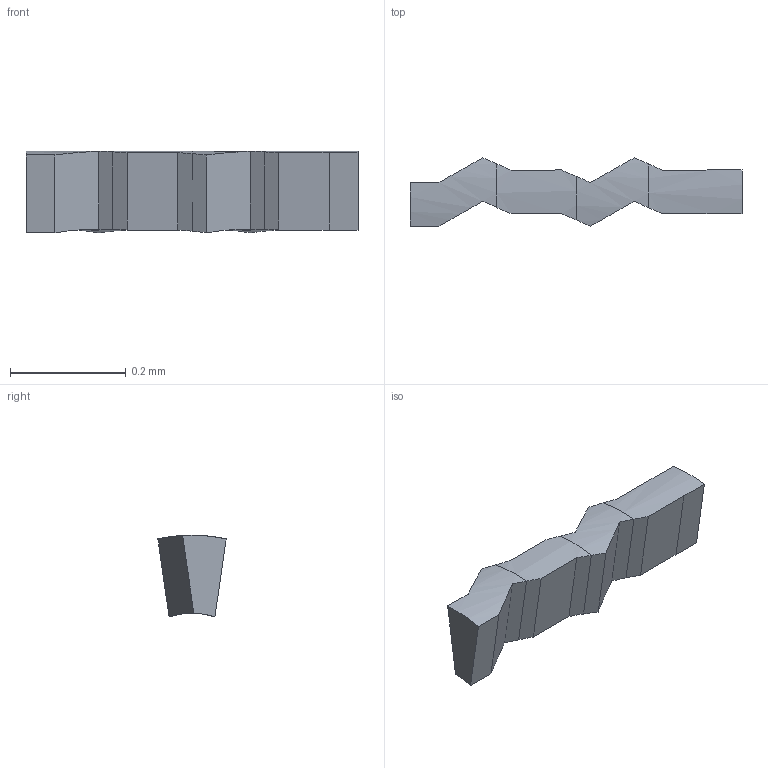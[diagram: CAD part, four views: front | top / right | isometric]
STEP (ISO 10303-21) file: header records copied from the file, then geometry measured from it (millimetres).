
FILE_DESCRIPTION(('STEP AP214'),'1');
FILE_NAME('7-.stp',' ',(' '),(' '),'XStep 1.0',' ',' ');
FILE_SCHEMA(('automotive_design'));
Length unit declared in the file: millimetre
Products named in the file (4): volume.7; volume.6; volume.8; volume.9
Bounding box: 0.57 x 0.12 x 0.14 mm (x, y, z)
Volume: 0 mm3; surface area: 0.4 mm2
Topology: 4 solids, 4 shells, 52 faces, 128 edges, 88 vertices
Faces by surface type: plane 36, cylinder 8, bspline 8
Entity records: 4341 total; most frequent: CARTESIAN_POINT 1678, ORIENTED_EDGE 256, DIRECTION 248, STYLED_ITEM 247, PRESENTATION_STYLE_ASSIGNMENT 247, COLOUR_RGB 247, EDGE_CURVE 128, CURVE_STYLE 116
